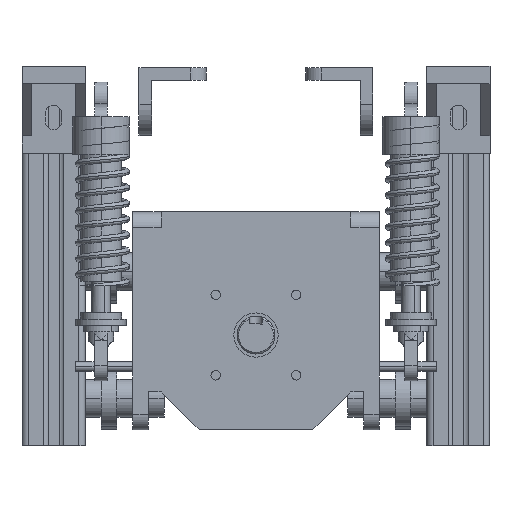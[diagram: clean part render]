
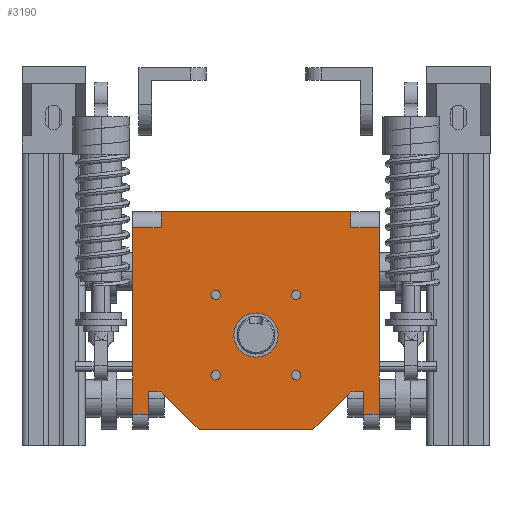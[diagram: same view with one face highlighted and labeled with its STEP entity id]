
A CAD part, left-side view. The second image highlights one B-rep face of the part: STEP entity #3190.
In plain terms, the highlighted planar face has unit normal (-1, 0, 0).
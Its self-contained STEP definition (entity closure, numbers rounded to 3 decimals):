
#92=CARTESIAN_POINT('',(-2.62,0.,-39.));
#93=DIRECTION('',(1.,0.,0.));
#94=DIRECTION('',(0.,-0.002,1.));
#95=AXIS2_PLACEMENT_3D('',#92,#93,#94);
#105=CARTESIAN_POINT('',(-2.62,12.728,-51.728));
#106=DIRECTION('',(1.,0.,0.));
#107=DIRECTION('',(0.,-1.,0.));
#108=AXIS2_PLACEMENT_3D('',#105,#106,#107);
#110=CARTESIAN_POINT('',(-2.62,12.728,-51.728));
#111=DIRECTION('',(1.,0.,0.));
#112=DIRECTION('',(0.,1.,0.));
#113=AXIS2_PLACEMENT_3D('',#110,#111,#112);
#115=CARTESIAN_POINT('',(-2.62,-12.728,-51.728));
#116=DIRECTION('',(1.,0.,0.));
#117=DIRECTION('',(0.,-1.,0.));
#118=AXIS2_PLACEMENT_3D('',#115,#116,#117);
#120=CARTESIAN_POINT('',(-2.62,-12.728,-51.728));
#121=DIRECTION('',(1.,0.,0.));
#122=DIRECTION('',(0.,1.,0.));
#123=AXIS2_PLACEMENT_3D('',#120,#121,#122);
#125=CARTESIAN_POINT('',(-2.62,-12.728,-26.272));
#126=DIRECTION('',(1.,0.,0.));
#127=DIRECTION('',(0.,-1.,0.));
#128=AXIS2_PLACEMENT_3D('',#125,#126,#127);
#130=CARTESIAN_POINT('',(-2.62,-12.728,-26.272));
#131=DIRECTION('',(1.,0.,0.));
#132=DIRECTION('',(0.,1.,0.));
#133=AXIS2_PLACEMENT_3D('',#130,#131,#132);
#135=CARTESIAN_POINT('',(-2.62,12.728,-26.272));
#136=DIRECTION('',(1.,0.,0.));
#137=DIRECTION('',(0.,-1.,0.));
#138=AXIS2_PLACEMENT_3D('',#135,#136,#137);
#140=CARTESIAN_POINT('',(-2.62,12.728,-26.272));
#141=DIRECTION('',(1.,0.,0.));
#142=DIRECTION('',(0.,1.,0.));
#143=AXIS2_PLACEMENT_3D('',#140,#141,#142);
#145=DIRECTION('',(0.,-1.,0.));
#146=VECTOR('',#145,9.);
#147=CARTESIAN_POINT('',(-2.62,-30.,-5.));
#148=LINE('',#147,#146);
#149=DIRECTION('',(0.,0.,1.));
#150=VECTOR('',#149,59.);
#151=CARTESIAN_POINT('',(-2.62,-39.,-64.));
#152=LINE('',#151,#150);
#153=DIRECTION('',(0.,-0.707,0.707));
#154=VECTOR('',#153,16.971);
#155=CARTESIAN_POINT('',(-2.62,-18.,-69.));
#156=LINE('',#155,#154);
#157=DIRECTION('',(0.,-0.707,-0.707));
#158=VECTOR('',#157,16.971);
#159=CARTESIAN_POINT('',(-2.62,30.,-57.));
#160=LINE('',#159,#158);
#161=DIRECTION('',(0.,0.,1.));
#162=VECTOR('',#161,7.);
#163=CARTESIAN_POINT('',(-2.62,34.,-64.));
#164=LINE('',#163,#162);
#165=DIRECTION('',(0.,-1.,0.));
#166=VECTOR('',#165,9.);
#167=CARTESIAN_POINT('',(-2.62,39.,-5.));
#168=LINE('',#167,#166);
#169=DIRECTION('',(0.,-1.,0.));
#170=VECTOR('',#169,60.);
#171=CARTESIAN_POINT('',(-2.62,30.,0.));
#172=LINE('',#171,#170);
#173=DIRECTION('',(0.,0.,-1.));
#174=VECTOR('',#173,5.);
#175=CARTESIAN_POINT('',(-2.62,-30.,0.));
#176=LINE('',#175,#174);
#177=CARTESIAN_POINT('',(-2.62,0.,-39.));
#178=DIRECTION('',(1.,0.,0.));
#179=DIRECTION('',(0.,0.002,-1.));
#180=AXIS2_PLACEMENT_3D('',#177,#178,#179);
#531=DIRECTION('',(0.,0.,1.));
#532=VECTOR('',#531,7.);
#533=CARTESIAN_POINT('',(-2.62,-34.,-64.));
#534=LINE('',#533,#532);
#829=DIRECTION('',(0.,0.,1.));
#830=VECTOR('',#829,59.);
#831=CARTESIAN_POINT('',(-2.62,39.,-64.));
#832=LINE('',#831,#830);
#938=DIRECTION('',(0.,-1.,0.));
#939=VECTOR('',#938,5.);
#940=CARTESIAN_POINT('',(-2.62,39.,-64.));
#941=LINE('',#940,#939);
#955=DIRECTION('',(0.,0.,-1.));
#956=VECTOR('',#955,5.);
#957=CARTESIAN_POINT('',(-2.62,30.,0.));
#958=LINE('',#957,#956);
#1899=DIRECTION('',(0.,-1.,0.));
#1900=VECTOR('',#1899,4.);
#1901=CARTESIAN_POINT('',(-2.62,34.,-57.));
#1902=LINE('',#1901,#1900);
#1919=DIRECTION('',(0.,-1.,0.));
#1920=VECTOR('',#1919,36.);
#1921=CARTESIAN_POINT('',(-2.62,18.,-69.));
#1922=LINE('',#1921,#1920);
#1931=DIRECTION('',(0.,-1.,0.));
#1932=VECTOR('',#1931,4.);
#1933=CARTESIAN_POINT('',(-2.62,-30.,-57.));
#1934=LINE('',#1933,#1932);
#2173=DIRECTION('',(0.,-1.,0.));
#2174=VECTOR('',#2173,5.);
#2175=CARTESIAN_POINT('',(-2.62,-34.,-64.));
#2176=LINE('',#2175,#2174);
#2403=CARTESIAN_POINT('',(-2.62,34.,-64.));
#2405=VERTEX_POINT('',#2403);
#2436=CARTESIAN_POINT('',(-2.62,39.,-5.));
#2437=VERTEX_POINT('',#2436);
#2438=CARTESIAN_POINT('',(-2.62,39.,-64.));
#2439=VERTEX_POINT('',#2438);
#2492=CARTESIAN_POINT('',(-2.62,-39.,-5.));
#2493=VERTEX_POINT('',#2492);
#2494=CARTESIAN_POINT('',(-2.62,-39.,-64.));
#2495=VERTEX_POINT('',#2494);
#2542=CARTESIAN_POINT('',(-2.62,-34.,-64.));
#2543=VERTEX_POINT('',#2542);
#2640=CARTESIAN_POINT('',(-2.62,-18.,-69.));
#2642=VERTEX_POINT('',#2640);
#2704=CARTESIAN_POINT('',(-2.62,30.,0.));
#2705=CARTESIAN_POINT('',(-2.62,-30.,0.));
#2706=VERTEX_POINT('',#2704);
#2707=VERTEX_POINT('',#2705);
#2732=CARTESIAN_POINT('',(-2.62,18.,-69.));
#2733=VERTEX_POINT('',#2732);
#2734=CARTESIAN_POINT('',(-2.62,11.228,-51.728));
#2735=CARTESIAN_POINT('',(-2.62,14.228,-51.728));
#2736=VERTEX_POINT('',#2734);
#2737=VERTEX_POINT('',#2735);
#2738=CARTESIAN_POINT('',(-2.62,-14.228,-51.728));
#2739=CARTESIAN_POINT('',(-2.62,-11.228,-51.728));
#2740=VERTEX_POINT('',#2738);
#2741=VERTEX_POINT('',#2739);
#2742=CARTESIAN_POINT('',(-2.62,-14.228,-26.272));
#2743=CARTESIAN_POINT('',(-2.62,-11.228,-26.272));
#2744=VERTEX_POINT('',#2742);
#2745=VERTEX_POINT('',#2743);
#2746=CARTESIAN_POINT('',(-2.62,11.228,-26.272));
#2747=CARTESIAN_POINT('',(-2.62,14.228,-26.272));
#2748=VERTEX_POINT('',#2746);
#2749=VERTEX_POINT('',#2747);
#2880=CARTESIAN_POINT('',(-2.62,0.017,-46.));
#2881=CARTESIAN_POINT('',(-2.62,-0.017,-32.));
#2882=VERTEX_POINT('',#2880);
#2883=VERTEX_POINT('',#2881);
#2885=CARTESIAN_POINT('',(-2.62,-30.,-5.));
#2887=VERTEX_POINT('',#2885);
#2888=CARTESIAN_POINT('',(-2.62,-30.,-57.));
#2890=VERTEX_POINT('',#2888);
#2924=CARTESIAN_POINT('',(-2.62,30.,-57.));
#2926=VERTEX_POINT('',#2924);
#2929=CARTESIAN_POINT('',(-2.62,30.,-5.));
#2931=VERTEX_POINT('',#2929);
#2956=CARTESIAN_POINT('',(-2.62,34.,-57.));
#2957=VERTEX_POINT('',#2956);
#2988=CARTESIAN_POINT('',(-2.62,-34.,-57.));
#2989=VERTEX_POINT('',#2988);
#3122=CARTESIAN_POINT('',(-2.62,0.,-34.5));
#3123=DIRECTION('',(1.,0.,0.));
#3124=DIRECTION('',(0.,0.,1.));
#3125=AXIS2_PLACEMENT_3D('',#3122,#3123,#3124);
#3126=PLANE('',#3125);
#3128=ORIENTED_EDGE('',*,*,#3127,.T.);
#3130=ORIENTED_EDGE('',*,*,#3129,.F.);
#3132=ORIENTED_EDGE('',*,*,#3131,.F.);
#3134=ORIENTED_EDGE('',*,*,#3133,.T.);
#3136=ORIENTED_EDGE('',*,*,#3135,.F.);
#3138=ORIENTED_EDGE('',*,*,#3137,.F.);
#3140=ORIENTED_EDGE('',*,*,#3139,.F.);
#3142=ORIENTED_EDGE('',*,*,#3141,.F.);
#3144=ORIENTED_EDGE('',*,*,#3143,.F.);
#3146=ORIENTED_EDGE('',*,*,#3145,.F.);
#3148=ORIENTED_EDGE('',*,*,#3147,.F.);
#3150=ORIENTED_EDGE('',*,*,#3149,.T.);
#3152=ORIENTED_EDGE('',*,*,#3151,.T.);
#3154=ORIENTED_EDGE('',*,*,#3153,.F.);
#3156=ORIENTED_EDGE('',*,*,#3155,.T.);
#3158=ORIENTED_EDGE('',*,*,#3157,.T.);
#3159=EDGE_LOOP('',(#3128,#3130,#3132,#3134,#3136,#3138,#3140,#3142,#3144,#3146,
#3148,#3150,#3152,#3154,#3156,#3158));
#3160=FACE_OUTER_BOUND('',#3159,.F.);
#3162=ORIENTED_EDGE('',*,*,#3161,.F.);
#3164=ORIENTED_EDGE('',*,*,#3163,.F.);
#3165=EDGE_LOOP('',(#3162,#3164));
#3166=FACE_BOUND('',#3165,.F.);
#3168=ORIENTED_EDGE('',*,*,#3167,.F.);
#3170=ORIENTED_EDGE('',*,*,#3169,.F.);
#3171=EDGE_LOOP('',(#3168,#3170));
#3172=FACE_BOUND('',#3171,.F.);
#3174=ORIENTED_EDGE('',*,*,#3173,.F.);
#3176=ORIENTED_EDGE('',*,*,#3175,.F.);
#3177=EDGE_LOOP('',(#3174,#3176));
#3178=FACE_BOUND('',#3177,.F.);
#3180=ORIENTED_EDGE('',*,*,#3179,.F.);
#3182=ORIENTED_EDGE('',*,*,#3181,.F.);
#3183=EDGE_LOOP('',(#3180,#3182));
#3184=FACE_BOUND('',#3183,.F.);
#3186=ORIENTED_EDGE('',*,*,#3185,.F.);
#3187=ORIENTED_EDGE('',*,*,#3112,.F.);
#3188=EDGE_LOOP('',(#3186,#3187));
#3189=FACE_BOUND('',#3188,.F.);
#3190=ADVANCED_FACE('',(#3160,#3166,#3172,#3178,#3184,#3189),#3126,.F.);
#96=CIRCLE('',#95,7.);
#109=CIRCLE('',#108,1.5);
#114=CIRCLE('',#113,1.5);
#119=CIRCLE('',#118,1.5);
#124=CIRCLE('',#123,1.5);
#129=CIRCLE('',#128,1.5);
#134=CIRCLE('',#133,1.5);
#139=CIRCLE('',#138,1.5);
#144=CIRCLE('',#143,1.5);
#181=CIRCLE('',#180,7.);
#3112=EDGE_CURVE('',#2883,#2882,#96,.T.);
#3127=EDGE_CURVE('',#2887,#2493,#148,.T.);
#3129=EDGE_CURVE('',#2495,#2493,#152,.T.);
#3131=EDGE_CURVE('',#2543,#2495,#2176,.T.);
#3133=EDGE_CURVE('',#2543,#2989,#534,.T.);
#3135=EDGE_CURVE('',#2890,#2989,#1934,.T.);
#3137=EDGE_CURVE('',#2642,#2890,#156,.T.);
#3139=EDGE_CURVE('',#2733,#2642,#1922,.T.);
#3141=EDGE_CURVE('',#2926,#2733,#160,.T.);
#3143=EDGE_CURVE('',#2957,#2926,#1902,.T.);
#3145=EDGE_CURVE('',#2405,#2957,#164,.T.);
#3147=EDGE_CURVE('',#2439,#2405,#941,.T.);
#3149=EDGE_CURVE('',#2439,#2437,#832,.T.);
#3151=EDGE_CURVE('',#2437,#2931,#168,.T.);
#3153=EDGE_CURVE('',#2706,#2931,#958,.T.);
#3155=EDGE_CURVE('',#2706,#2707,#172,.T.);
#3157=EDGE_CURVE('',#2707,#2887,#176,.T.);
#3161=EDGE_CURVE('',#2736,#2737,#109,.T.);
#3163=EDGE_CURVE('',#2737,#2736,#114,.T.);
#3167=EDGE_CURVE('',#2740,#2741,#119,.T.);
#3169=EDGE_CURVE('',#2741,#2740,#124,.T.);
#3173=EDGE_CURVE('',#2744,#2745,#129,.T.);
#3175=EDGE_CURVE('',#2745,#2744,#134,.T.);
#3179=EDGE_CURVE('',#2748,#2749,#139,.T.);
#3181=EDGE_CURVE('',#2749,#2748,#144,.T.);
#3185=EDGE_CURVE('',#2882,#2883,#181,.T.);
